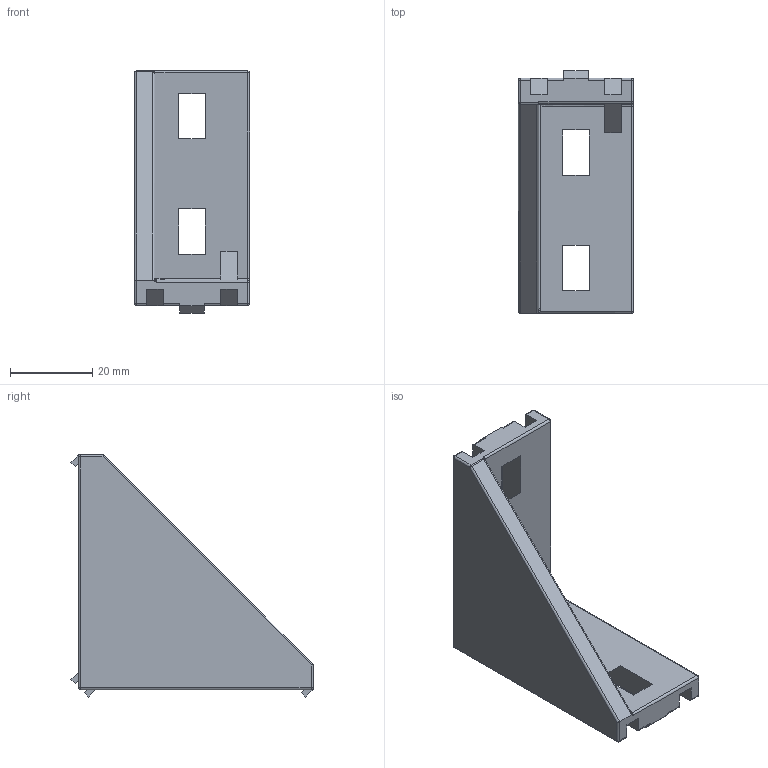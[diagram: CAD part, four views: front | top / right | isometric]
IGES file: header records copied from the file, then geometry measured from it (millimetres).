
Global section: file name: 302857.stp.ipt; native system: Autodesk Inventor 2014; preprocessor: unknown; author: zeman; date: 20151020.095850; units: millimetre
Bounding box: 28 x 58.8 x 58.8 mm (x, y, z)
Volume: 22720.3 mm3; surface area: 10650 mm2
Topology: 1 solids, 1 shells, 116 faces, 318 edges, 195 vertices
Faces by surface type: plane 76, cylinder 25, sphere 9, revolution 4, bspline 2
